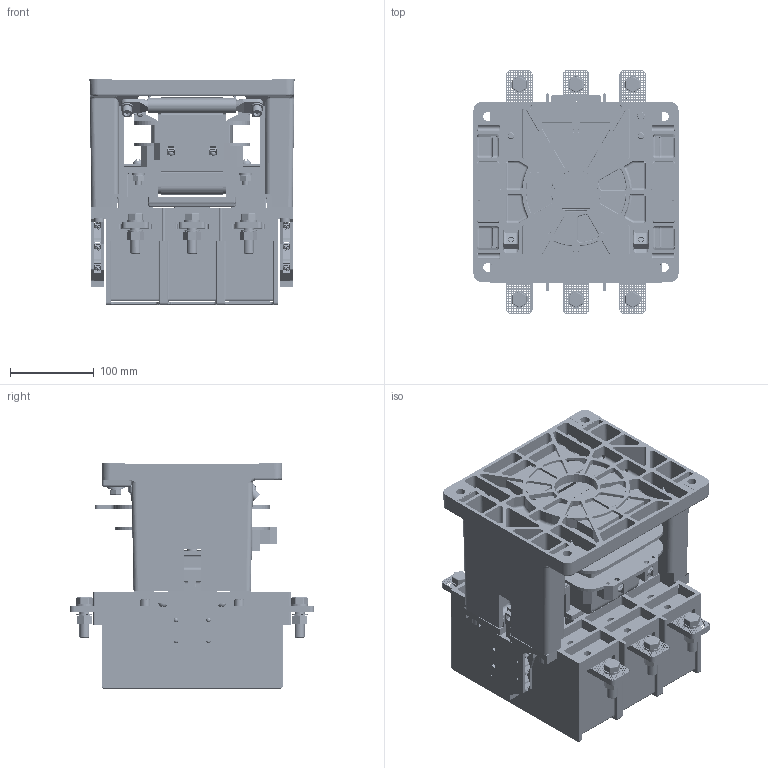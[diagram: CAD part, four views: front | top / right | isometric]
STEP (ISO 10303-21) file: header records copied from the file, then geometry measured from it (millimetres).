
FILE_DESCRIPTION((''),'2;1');
FILE_NAME('20-630','2022-05-23T15:48:27',('zyongj'),(''),'CREO PARAMETRIC BY PTC INC, 2020044','CREO PARAMETRIC BY PTC INC, 2020044','');
FILE_SCHEMA(('CONFIG_CONTROL_DESIGN','SHAPE_APPEARANCE_LAYERS_GROUPS'));
Products named in the file (1): 20-630
Bounding box: 244.5 x 290.5 x 269 mm (x, y, z)
Surface area: 1337743.6 mm2 (no closed solid volume)
Topology: 0 solids, 335 shells, 3933 faces, 32212 edges, 28253 vertices
Faces by surface type: plane 2254, cylinder 1175, torus 217, cone 151, sphere 103, bspline 33
Entity records: 317444 total; most frequent: CARTESIAN_POINT 78021, DIRECTION 42415, ORIENTED_EDGE 40234, EDGE_CURVE 32212, VERTEX_POINT 28253, VECTOR 26193, LINE 26193, EDGE_LOOP 8467
